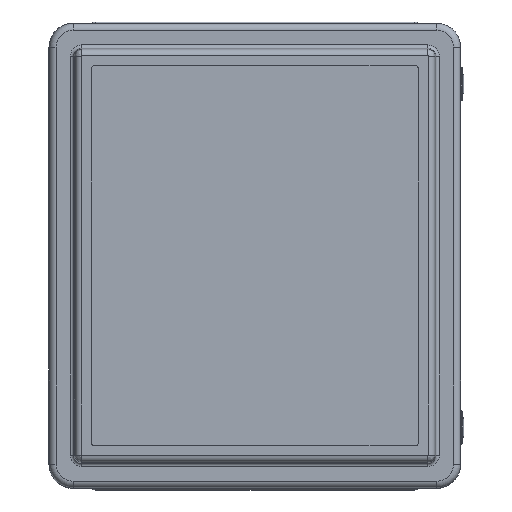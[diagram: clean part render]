
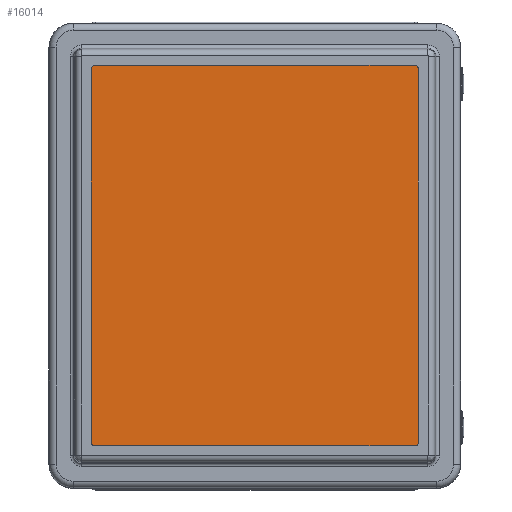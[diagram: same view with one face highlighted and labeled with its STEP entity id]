
A CAD part, top view. The second image highlights one B-rep face of the part: STEP entity #16014.
In plain terms, the highlighted planar face has unit normal (0, 0, 1).
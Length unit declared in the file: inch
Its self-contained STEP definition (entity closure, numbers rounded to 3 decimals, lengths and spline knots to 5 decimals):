
#1343=LINE($,#28392,#2578);
#1346=LINE($,#28400,#2581);
#1349=LINE($,#28408,#2584);
#1351=LINE($,#28414,#2586);
#2578=VECTOR($,#21936,14.);
#2581=VECTOR($,#21945,12.);
#2584=VECTOR($,#21954,14.);
#2586=VECTOR($,#21962,12.);
#3138=PLANE($,#17682);
#4796=FACE_OUTER_BOUND($,#6022,.T.);
#6022=EDGE_LOOP($,(#14343,#14344,#14345,#14346,#14347,#14348,#14349,#14350));
#6947=CIRCLE($,#17671,0.125);
#6948=CIRCLE($,#17674,0.125);
#6949=CIRCLE($,#17677,0.125);
#6950=CIRCLE($,#17680,0.125);
#8326=VERTEX_POINT($,#28384);
#8327=VERTEX_POINT($,#28386);
#8328=VERTEX_POINT($,#28390);
#8329=VERTEX_POINT($,#28394);
#8330=VERTEX_POINT($,#28398);
#8331=VERTEX_POINT($,#28402);
#8332=VERTEX_POINT($,#28406);
#8333=VERTEX_POINT($,#28410);
#10382=EDGE_CURVE($,#8326,#8327,#6947,.T.);
#10385=EDGE_CURVE($,#8328,#8326,#1343,.T.);
#10387=EDGE_CURVE($,#8329,#8328,#6948,.T.);
#10389=EDGE_CURVE($,#8330,#8329,#1346,.T.);
#10391=EDGE_CURVE($,#8331,#8330,#6949,.T.);
#10393=EDGE_CURVE($,#8332,#8331,#1349,.T.);
#10395=EDGE_CURVE($,#8333,#8332,#6950,.T.);
#10396=EDGE_CURVE($,#8327,#8333,#1351,.T.);
#14343=ORIENTED_EDGE($,*,*,#10396,.F.);
#14344=ORIENTED_EDGE($,*,*,#10382,.F.);
#14345=ORIENTED_EDGE($,*,*,#10385,.F.);
#14346=ORIENTED_EDGE($,*,*,#10387,.F.);
#14347=ORIENTED_EDGE($,*,*,#10389,.F.);
#14348=ORIENTED_EDGE($,*,*,#10391,.F.);
#14349=ORIENTED_EDGE($,*,*,#10393,.F.);
#14350=ORIENTED_EDGE($,*,*,#10395,.F.);
#16014=ADVANCED_FACE($,(#4796),#3138,.T.);
#17671=AXIS2_PLACEMENT_3D($,#28387,#21930,#21931);
#17674=AXIS2_PLACEMENT_3D($,#28396,#21940,#21941);
#17677=AXIS2_PLACEMENT_3D($,#28404,#21949,#21950);
#17680=AXIS2_PLACEMENT_3D($,#28412,#21958,#21959);
#17682=AXIS2_PLACEMENT_3D($,#28415,#21963,#21964);
#21930=DIRECTION('center_axis',(0.,0.,-1.));
#21931=DIRECTION('ref_axis',(0.,-1.,0.));
#21936=DIRECTION($,(0.,1.,0.));
#21940=DIRECTION('center_axis',(0.,0.,-1.));
#21941=DIRECTION('ref_axis',(1.,0.,0.));
#21945=DIRECTION($,(-1.,0.,0.));
#21949=DIRECTION('center_axis',(0.,0.,-1.));
#21950=DIRECTION('ref_axis',(0.,1.,0.));
#21954=DIRECTION($,(0.,-1.,0.));
#21958=DIRECTION('center_axis',(0.,0.,-1.));
#21959=DIRECTION('ref_axis',(-1.,0.,0.));
#21962=DIRECTION($,(1.,0.,0.));
#21963=DIRECTION('center_axis',(0.,0.,1.));
#21964=DIRECTION('ref_axis',(1.,0.,0.));
#28384=CARTESIAN_POINT('',(-6.125,7.,0.));
#28386=CARTESIAN_POINT('',(-6.,7.125,0.));
#28387=CARTESIAN_POINT('Origin',(-6.,7.,0.));
#28390=CARTESIAN_POINT('',(-6.125,-7.,0.));
#28392=CARTESIAN_POINT($,(-6.125,-7.,0.));
#28394=CARTESIAN_POINT('',(-6.,-7.125,0.));
#28396=CARTESIAN_POINT('Origin',(-6.,-7.,0.));
#28398=CARTESIAN_POINT('',(6.,-7.125,0.));
#28400=CARTESIAN_POINT($,(6.,-7.125,0.));
#28402=CARTESIAN_POINT('',(6.125,-7.,0.));
#28404=CARTESIAN_POINT('Origin',(6.,-7.,0.));
#28406=CARTESIAN_POINT('',(6.125,7.,0.));
#28408=CARTESIAN_POINT($,(6.125,7.,0.));
#28410=CARTESIAN_POINT('',(6.,7.125,0.));
#28412=CARTESIAN_POINT('Origin',(6.,7.,0.));
#28414=CARTESIAN_POINT($,(-6.,7.125,0.));
#28415=CARTESIAN_POINT('Origin',(0.,0.,0.));
